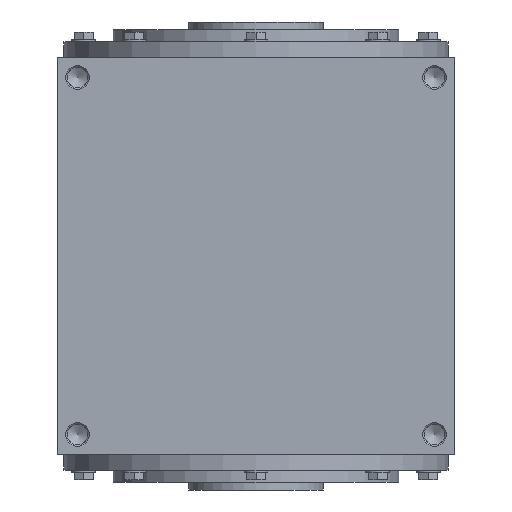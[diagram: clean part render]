
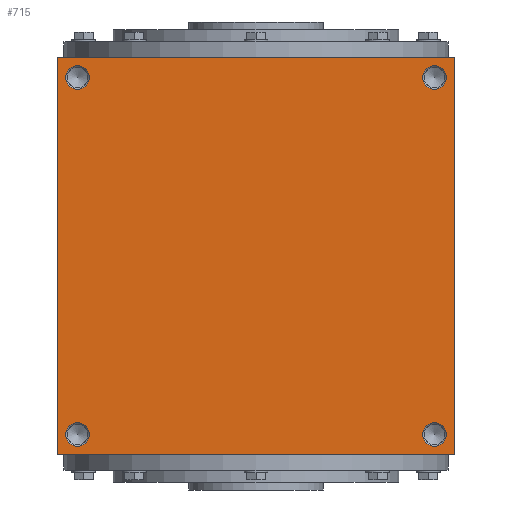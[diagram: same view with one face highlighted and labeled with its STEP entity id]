
A CAD part, left-side view. The second image highlights one B-rep face of the part: STEP entity #715.
In plain terms, the highlighted face is planar.
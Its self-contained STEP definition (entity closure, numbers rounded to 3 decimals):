
#715 = ADVANCED_FACE( '', ( #1400, #1401, #1402, #1403, #1404 ), #1405, .F. );
#1400 = FACE_BOUND( '', #2043, .T. );
#1401 = FACE_BOUND( '', #2044, .T. );
#1402 = FACE_BOUND( '', #2045, .T. );
#1403 = FACE_BOUND( '', #2046, .T. );
#1404 = FACE_OUTER_BOUND( '', #2047, .T. );
#1405 = PLANE( '', #2048 );
#2043 = EDGE_LOOP( '', ( #3148 ) );
#2044 = EDGE_LOOP( '', ( #3149 ) );
#2045 = EDGE_LOOP( '', ( #3150 ) );
#2046 = EDGE_LOOP( '', ( #3151 ) );
#2047 = EDGE_LOOP( '', ( #3152, #3153, #3154, #3155 ) );
#2048 = AXIS2_PLACEMENT_3D( '', #3156, #3157, #3158 );
#3148 = ORIENTED_EDGE( '', *, *, #3582, .F. );
#3149 = ORIENTED_EDGE( '', *, *, #3782, .T. );
#3150 = ORIENTED_EDGE( '', *, *, #3432, .F. );
#3151 = ORIENTED_EDGE( '', *, *, #3508, .T. );
#3152 = ORIENTED_EDGE( '', *, *, #3417, .F. );
#3153 = ORIENTED_EDGE( '', *, *, #3783, .F. );
#3154 = ORIENTED_EDGE( '', *, *, #3776, .F. );
#3155 = ORIENTED_EDGE( '', *, *, #3703, .F. );
#3156 = CARTESIAN_POINT( '', ( 0., 0., -250. ) );
#3157 = DIRECTION( '', ( 0., 0., 1. ) );
#3158 = DIRECTION( '', ( 1., 0., 0. ) );
#3417 = EDGE_CURVE( '', #3914, #3915, #3916, .T. );
#3432 = EDGE_CURVE( '', #3939, #3939, #3940, .T. );
#3508 = EDGE_CURVE( '', #4054, #4054, #4055, .T. );
#3582 = EDGE_CURVE( '', #4175, #4175, #4176, .T. );
#3703 = EDGE_CURVE( '', #3915, #4338, #4339, .T. );
#3776 = EDGE_CURVE( '', #4338, #4426, #4427, .T. );
#3782 = EDGE_CURVE( '', #4433, #4433, #4434, .T. );
#3783 = EDGE_CURVE( '', #4426, #3914, #4435, .T. );
#3914 = VERTEX_POINT( '', #4673 );
#3915 = VERTEX_POINT( '', #4674 );
#3916 = LINE( '', #4675, #4676 );
#3939 = VERTEX_POINT( '', #4701 );
#3940 = CIRCLE( '', #4702, 15. );
#4054 = VERTEX_POINT( '', #4857 );
#4055 = CIRCLE( '', #4858, 15. );
#4175 = VERTEX_POINT( '', #4989 );
#4176 = CIRCLE( '', #4990, 15. );
#4338 = VERTEX_POINT( '', #5180 );
#4339 = LINE( '', #5181, #5182 );
#4426 = VERTEX_POINT( '', #5283 );
#4427 = LINE( '', #5284, #5285 );
#4433 = VERTEX_POINT( '', #5292 );
#4434 = CIRCLE( '', #5293, 15. );
#4435 = LINE( '', #5294, #5295 );
#4673 = CARTESIAN_POINT( '', ( -250., 250., -250. ) );
#4674 = CARTESIAN_POINT( '', ( -250., -250., -250. ) );
#4675 = CARTESIAN_POINT( '', ( -250., 250., -250. ) );
#4676 = VECTOR( '', #5446, 1000. );
#4701 = CARTESIAN_POINT( '', ( -240., -225., -250. ) );
#4702 = AXIS2_PLACEMENT_3D( '', #5476, #5477, #5478 );
#4857 = CARTESIAN_POINT( '', ( 240., -225., -250. ) );
#4858 = AXIS2_PLACEMENT_3D( '', #5601, #5602, #5603 );
#4989 = CARTESIAN_POINT( '', ( -240., 225., -250. ) );
#4990 = AXIS2_PLACEMENT_3D( '', #5747, #5748, #5749 );
#5180 = CARTESIAN_POINT( '', ( 250., -250., -250. ) );
#5181 = CARTESIAN_POINT( '', ( -250., -250., -250. ) );
#5182 = VECTOR( '', #5930, 1000. );
#5283 = CARTESIAN_POINT( '', ( 250., 250., -250. ) );
#5284 = CARTESIAN_POINT( '', ( 250., -250., -250. ) );
#5285 = VECTOR( '', #6000, 1000. );
#5292 = CARTESIAN_POINT( '', ( 240., 225., -250. ) );
#5293 = AXIS2_PLACEMENT_3D( '', #6005, #6006, #6007 );
#5294 = CARTESIAN_POINT( '', ( 250., 250., -250. ) );
#5295 = VECTOR( '', #6008, 1000. );
#5446 = DIRECTION( '', ( 0., -1., 0. ) );
#5476 = CARTESIAN_POINT( '', ( -225., -225., -250. ) );
#5477 = DIRECTION( '', ( 0., 0., -1. ) );
#5478 = DIRECTION( '', ( -1., 0., 0. ) );
#5601 = CARTESIAN_POINT( '', ( 225., -225., -250. ) );
#5602 = DIRECTION( '', ( 0., 0., 1. ) );
#5603 = DIRECTION( '', ( 1., 0., 0. ) );
#5747 = CARTESIAN_POINT( '', ( -225., 225., -250. ) );
#5748 = DIRECTION( '', ( 0., 0., -1. ) );
#5749 = DIRECTION( '', ( -1., 0., 0. ) );
#5930 = DIRECTION( '', ( 1., 0., 0. ) );
#6000 = DIRECTION( '', ( 0., 1., 0. ) );
#6005 = CARTESIAN_POINT( '', ( 225., 225., -250. ) );
#6006 = DIRECTION( '', ( 0., 0., 1. ) );
#6007 = DIRECTION( '', ( 1., 0., 0. ) );
#6008 = DIRECTION( '', ( -1., 0., 0. ) );
